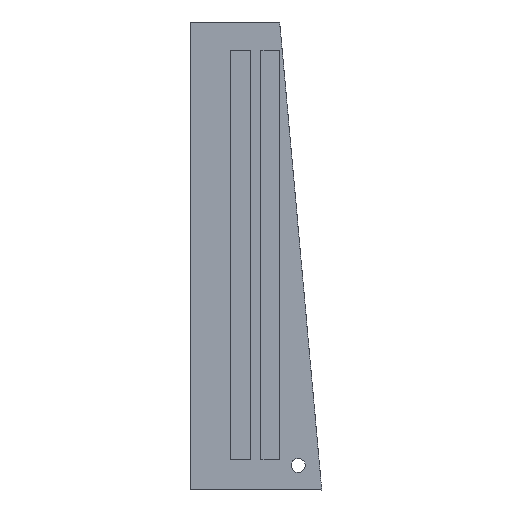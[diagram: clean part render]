
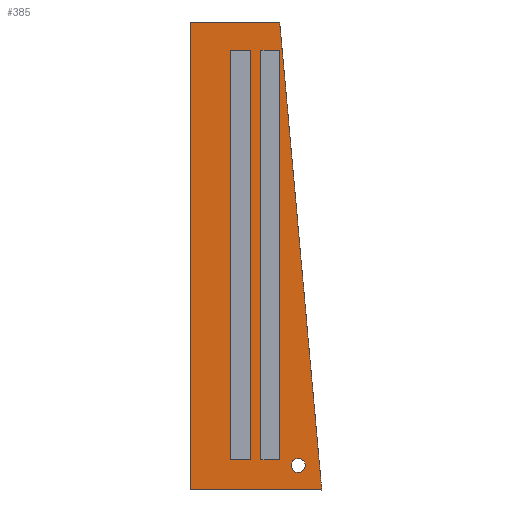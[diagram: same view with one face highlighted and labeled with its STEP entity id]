
A CAD part, left-side view. The second image highlights one B-rep face of the part: STEP entity #385.
In plain terms, the highlighted planar face has unit normal (-1, 0, 0).
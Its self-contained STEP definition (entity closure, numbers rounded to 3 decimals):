
#16=FACE_BOUND('',#79,.T.);
#17=FACE_BOUND('',#80,.T.);
#18=FACE_BOUND('',#81,.T.);
#35=PLANE('',#429);
#56=FACE_OUTER_BOUND('',#78,.T.);
#78=EDGE_LOOP('',(#348,#349,#350,#351));
#79=EDGE_LOOP('',(#352));
#80=EDGE_LOOP('',(#353,#354,#355,#356));
#81=EDGE_LOOP('',(#357,#358,#359,#360));
#88=CIRCLE('',#417,1.5);
#95=LINE('',#557,#136);
#99=LINE('',#566,#140);
#102=LINE('',#575,#143);
#107=LINE('',#596,#148);
#113=LINE('',#609,#154);
#116=LINE('',#615,#157);
#120=LINE('',#622,#161);
#125=LINE('',#633,#166);
#127=LINE('',#636,#168);
#128=LINE('',#639,#169);
#130=LINE('',#642,#171);
#131=LINE('',#644,#172);
#136=VECTOR('',#444,10.);
#140=VECTOR('',#452,10.);
#143=VECTOR('',#461,10.);
#148=VECTOR('',#486,10.);
#154=VECTOR('',#494,10.);
#157=VECTOR('',#499,10.);
#161=VECTOR('',#505,10.);
#166=VECTOR('',#516,10.);
#168=VECTOR('',#520,10.);
#169=VECTOR('',#523,10.);
#171=VECTOR('',#527,10.);
#172=VECTOR('',#530,10.);
#180=VERTEX_POINT('',#554);
#181=VERTEX_POINT('',#556);
#184=VERTEX_POINT('',#564);
#187=VERTEX_POINT('',#574);
#191=VERTEX_POINT('',#590);
#192=VERTEX_POINT('',#594);
#193=VERTEX_POINT('',#595);
#198=VERTEX_POINT('',#606);
#199=VERTEX_POINT('',#608);
#201=VERTEX_POINT('',#614);
#203=VERTEX_POINT('',#620);
#206=VERTEX_POINT('',#632);
#207=VERTEX_POINT('',#638);
#215=EDGE_CURVE('',#181,#180,#95,.T.);
#220=EDGE_CURVE('',#180,#184,#99,.T.);
#224=EDGE_CURVE('',#181,#187,#102,.T.);
#233=EDGE_CURVE('',#191,#191,#88,.T.);
#234=EDGE_CURVE('',#192,#193,#107,.T.);
#240=EDGE_CURVE('',#199,#198,#113,.T.);
#243=EDGE_CURVE('',#201,#193,#116,.T.);
#247=EDGE_CURVE('',#198,#203,#120,.T.);
#252=EDGE_CURVE('',#206,#201,#125,.T.);
#254=EDGE_CURVE('',#192,#206,#127,.T.);
#255=EDGE_CURVE('',#207,#199,#128,.T.);
#257=EDGE_CURVE('',#203,#207,#130,.T.);
#258=EDGE_CURVE('',#187,#184,#131,.T.);
#348=ORIENTED_EDGE('',*,*,#215,.T.);
#349=ORIENTED_EDGE('',*,*,#220,.T.);
#350=ORIENTED_EDGE('',*,*,#258,.F.);
#351=ORIENTED_EDGE('',*,*,#224,.F.);
#352=ORIENTED_EDGE('',*,*,#233,.T.);
#353=ORIENTED_EDGE('',*,*,#254,.T.);
#354=ORIENTED_EDGE('',*,*,#252,.T.);
#355=ORIENTED_EDGE('',*,*,#243,.T.);
#356=ORIENTED_EDGE('',*,*,#234,.F.);
#357=ORIENTED_EDGE('',*,*,#247,.T.);
#358=ORIENTED_EDGE('',*,*,#257,.T.);
#359=ORIENTED_EDGE('',*,*,#255,.T.);
#360=ORIENTED_EDGE('',*,*,#240,.T.);
#385=ADVANCED_FACE('',(#56,#16,#17,#18),#35,.F.);
#417=AXIS2_PLACEMENT_3D('',#592,#482,#483);
#429=AXIS2_PLACEMENT_3D('',#645,#531,#532);
#444=DIRECTION('',(0.,-1.,0.));
#452=DIRECTION('',(0.,0.09,0.996));
#461=DIRECTION('',(0.,0.,1.));
#482=DIRECTION('center_axis',(1.,0.,0.));
#483=DIRECTION('ref_axis',(0.,0.,-1.));
#486=DIRECTION('',(0.,0.,1.));
#494=DIRECTION('',(0.,-1.,0.));
#499=DIRECTION('',(0.,-1.,0.));
#505=DIRECTION('',(0.,0.,-1.));
#516=DIRECTION('',(0.,0.,1.));
#520=DIRECTION('',(0.,1.,0.));
#523=DIRECTION('',(0.,0.,1.));
#527=DIRECTION('',(0.,1.,0.));
#530=DIRECTION('',(0.,-1.,0.));
#531=DIRECTION('center_axis',(1.,0.,0.));
#532=DIRECTION('ref_axis',(0.,1.,0.));
#554=CARTESIAN_POINT('',(46.25,-13.,-50.25));
#556=CARTESIAN_POINT('',(46.25,15.1,-50.25));
#557=CARTESIAN_POINT('',(46.25,-4.,-50.25));
#564=CARTESIAN_POINT('',(46.25,-4.,49.75));
#566=CARTESIAN_POINT('',(46.25,-4.,49.75));
#574=CARTESIAN_POINT('',(46.25,15.1,49.75));
#575=CARTESIAN_POINT('',(46.25,15.1,-48.25));
#590=CARTESIAN_POINT('',(46.25,-8.,-43.5));
#592=CARTESIAN_POINT('Origin',(46.25,-8.,-45.));
#594=CARTESIAN_POINT('',(46.25,-4.,-43.75));
#595=CARTESIAN_POINT('',(46.25,-4.,43.75));
#596=CARTESIAN_POINT('',(46.25,-4.,-22.));
#606=CARTESIAN_POINT('',(46.25,2.25,43.75));
#608=CARTESIAN_POINT('',(46.25,6.6,43.75));
#609=CARTESIAN_POINT('',(46.25,15.1,43.75));
#614=CARTESIAN_POINT('',(46.25,0.,43.75));
#615=CARTESIAN_POINT('',(46.25,15.1,43.75));
#620=CARTESIAN_POINT('',(46.25,2.25,-43.75));
#622=CARTESIAN_POINT('',(46.25,2.25,1.875));
#632=CARTESIAN_POINT('',(46.25,0.,-43.75));
#633=CARTESIAN_POINT('',(46.25,0.,1.875));
#636=CARTESIAN_POINT('',(46.25,1.775,-43.75));
#638=CARTESIAN_POINT('',(46.25,6.6,-43.75));
#639=CARTESIAN_POINT('',(46.25,6.6,1.875));
#642=CARTESIAN_POINT('',(46.25,4.987,-43.75));
#644=CARTESIAN_POINT('',(46.25,3.3,49.75));
#645=CARTESIAN_POINT('Origin',(46.25,5.55,-46.));
